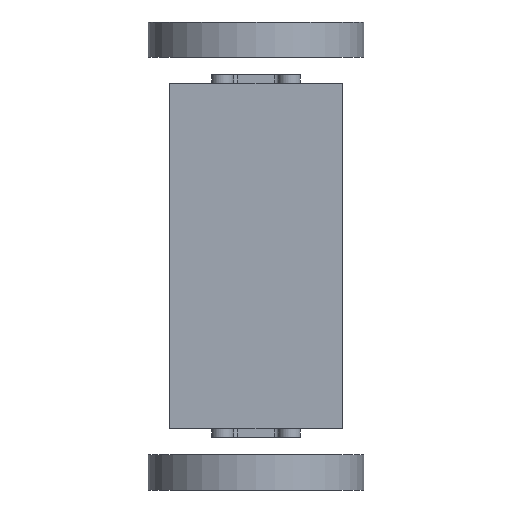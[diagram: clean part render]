
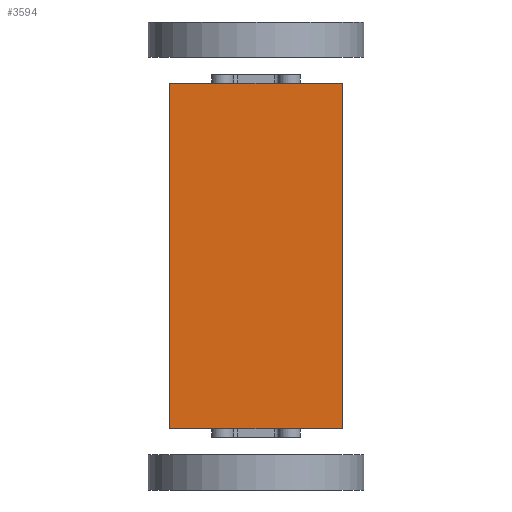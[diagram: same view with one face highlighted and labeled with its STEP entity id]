
A CAD part, front view. The second image highlights one B-rep face of the part: STEP entity #3594.
In plain terms, the highlighted planar face has unit normal (0, -1, 0).
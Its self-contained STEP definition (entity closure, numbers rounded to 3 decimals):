
#132=PLANE('',#3829);
#280=FACE_OUTER_BOUND('',#479,.T.);
#479=EDGE_LOOP('',(#2686,#2687,#2688,#2689));
#751=LINE('',#5251,#1162);
#755=LINE('',#5258,#1166);
#758=LINE('',#5265,#1169);
#759=LINE('',#5266,#1170);
#1162=VECTOR('',#4261,10.);
#1166=VECTOR('',#4267,10.);
#1169=VECTOR('',#4274,10.);
#1170=VECTOR('',#4275,10.);
#1681=VERTEX_POINT('',#5248);
#1682=VERTEX_POINT('',#5250);
#1684=VERTEX_POINT('',#5256);
#1686=VERTEX_POINT('',#5264);
#2057=EDGE_CURVE('',#1681,#1682,#751,.T.);
#2061=EDGE_CURVE('',#1684,#1681,#755,.T.);
#2064=EDGE_CURVE('',#1686,#1684,#758,.T.);
#2065=EDGE_CURVE('',#1682,#1686,#759,.T.);
#2686=ORIENTED_EDGE('',*,*,#2061,.F.);
#2687=ORIENTED_EDGE('',*,*,#2064,.F.);
#2688=ORIENTED_EDGE('',*,*,#2065,.F.);
#2689=ORIENTED_EDGE('',*,*,#2057,.F.);
#3594=ADVANCED_FACE('',(#280),#132,.F.);
#3829=AXIS2_PLACEMENT_3D('',#5263,#4272,#4273);
#4261=DIRECTION('',(-1.,0.,0.));
#4267=DIRECTION('',(0.,0.,-1.));
#4272=DIRECTION('center_axis',(0.,1.,0.));
#4273=DIRECTION('ref_axis',(1.,0.,0.));
#4274=DIRECTION('',(1.,0.,0.));
#4275=DIRECTION('',(0.,0.,1.));
#5248=CARTESIAN_POINT('',(40.,5.,-80.));
#5250=CARTESIAN_POINT('',(-40.,5.,-80.));
#5251=CARTESIAN_POINT('',(20.,5.,-80.));
#5256=CARTESIAN_POINT('',(40.,5.,80.));
#5258=CARTESIAN_POINT('',(40.,5.,40.));
#5263=CARTESIAN_POINT('Origin',(0.,5.,0.));
#5264=CARTESIAN_POINT('',(-40.,5.,80.));
#5265=CARTESIAN_POINT('',(-20.,5.,80.));
#5266=CARTESIAN_POINT('',(-40.,5.,-40.));
